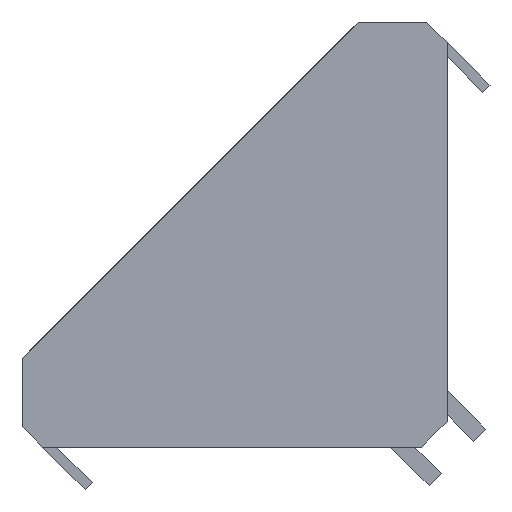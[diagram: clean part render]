
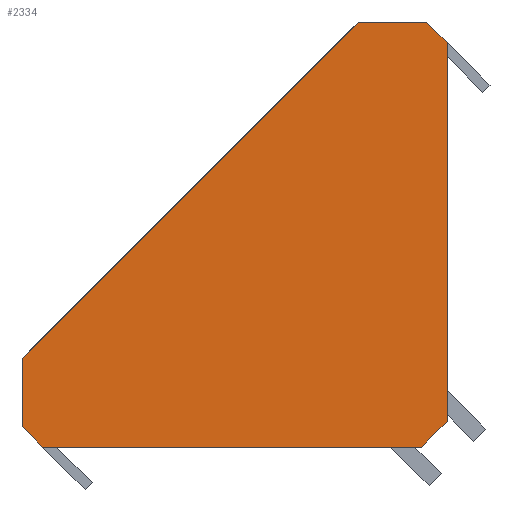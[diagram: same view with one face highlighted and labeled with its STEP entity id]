
A CAD part, left-side view. The second image highlights one B-rep face of the part: STEP entity #2334.
In plain terms, the highlighted planar face has unit normal (-1, 0, 0).
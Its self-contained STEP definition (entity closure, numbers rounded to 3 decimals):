
#60 = VECTOR ( 'NONE', #633, 1000. ) ;
#92 = ORIENTED_EDGE ( 'NONE', *, *, #1094, .F. ) ;
#184 = VERTEX_POINT ( 'NONE', #2114 ) ;
#222 = CARTESIAN_POINT ( 'NONE',  ( -21.25, -21., 19. ) ) ;
#227 = ORIENTED_EDGE ( 'NONE', *, *, #1366, .T. ) ;
#240 = VECTOR ( 'NONE', #1088, 1000. ) ;
#325 = VECTOR ( 'NONE', #834, 1000. ) ;
#342 = ORIENTED_EDGE ( 'NONE', *, *, #3681, .F. ) ;
#346 = ORIENTED_EDGE ( 'NONE', *, *, #1652, .F. ) ;
#362 = ORIENTED_EDGE ( 'NONE', *, *, #3432, .F. ) ;
#465 = VERTEX_POINT ( 'NONE', #222 ) ;
#633 = DIRECTION ( 'NONE',  ( 0., 0., -1. ) ) ;
#686 = LINE ( 'NONE', #1357, #2192 ) ;
#834 = DIRECTION ( 'NONE',  ( 0., 0., 1. ) ) ;
#868 = LINE ( 'NONE', #1284, #968 ) ;
#953 = CARTESIAN_POINT ( 'NONE',  ( -21.25, -21., 21. ) ) ;
#966 = CARTESIAN_POINT ( 'NONE',  ( -21.25, 21., -19. ) ) ;
#968 = VECTOR ( 'NONE', #3560, 1000. ) ;
#1088 = DIRECTION ( 'NONE',  ( 0., -0.707, 0.707 ) ) ;
#1094 = EDGE_CURVE ( 'NONE', #1779, #184, #2685, .T. ) ;
#1116 = EDGE_CURVE ( 'NONE', #3528, #1506, #2491, .T. ) ;
#1122 = CARTESIAN_POINT ( 'NONE',  ( -21.25, -12.207, 21. ) ) ;
#1284 = CARTESIAN_POINT ( 'NONE',  ( -21.25, -21., -21. ) ) ;
#1357 = CARTESIAN_POINT ( 'NONE',  ( -21.25, -21., 19. ) ) ;
#1366 = EDGE_CURVE ( 'NONE', #465, #2672, #686, .T. ) ;
#1367 = LINE ( 'NONE', #966, #2756 ) ;
#1402 = CARTESIAN_POINT ( 'NONE',  ( -21.25, -11.5, 21. ) ) ;
#1506 = VERTEX_POINT ( 'NONE', #2484 ) ;
#1569 = CARTESIAN_POINT ( 'NONE',  ( -21.25, -18.5, -21. ) ) ;
#1638 = EDGE_CURVE ( 'NONE', #1779, #2955, #1367, .T. ) ;
#1639 = CARTESIAN_POINT ( 'NONE',  ( -21.25, -19., 21. ) ) ;
#1652 = EDGE_CURVE ( 'NONE', #2116, #2672, #2659, .T. ) ;
#1656 = DIRECTION ( 'NONE',  ( 0., -0.707, -0.707 ) ) ;
#1757 = DIRECTION ( 'NONE',  ( 0., -0.707, 0.707 ) ) ;
#1779 = VERTEX_POINT ( 'NONE', #2361 ) ;
#1943 = CARTESIAN_POINT ( 'NONE',  ( -21.25, -18.5, -21. ) ) ;
#2017 = DIRECTION ( 'NONE',  ( 0., -1., 0. ) ) ;
#2068 = VECTOR ( 'NONE', #2017, 1000. ) ;
#2114 = CARTESIAN_POINT ( 'NONE',  ( -21.25, 21., -12.207 ) ) ;
#2116 = VERTEX_POINT ( 'NONE', #1122 ) ;
#2133 = DIRECTION ( 'NONE',  ( 0., 0.707, 0.707 ) ) ;
#2160 = FACE_OUTER_BOUND ( 'NONE', #3444, .T. ) ;
#2192 = VECTOR ( 'NONE', #2133, 1000. ) ;
#2334 = ADVANCED_FACE ( 'NONE', ( #2160 ), #3841, .F. ) ;
#2361 = CARTESIAN_POINT ( 'NONE',  ( -21.25, 21., -19. ) ) ;
#2374 = DIRECTION ( 'NONE',  ( 1., 0., 0. ) ) ;
#2403 = LINE ( 'NONE', #953, #60 ) ;
#2440 = CARTESIAN_POINT ( 'NONE',  ( -21.25, 21., -21. ) ) ;
#2455 = CARTESIAN_POINT ( 'NONE',  ( -21.25, 21., -12.207 ) ) ;
#2484 = CARTESIAN_POINT ( 'NONE',  ( -21.25, -21., -18.5 ) ) ;
#2491 = LINE ( 'NONE', #1943, #240 ) ;
#2656 = CARTESIAN_POINT ( 'NONE',  ( -21.25, 0., 0. ) ) ;
#2659 = LINE ( 'NONE', #1402, #2068 ) ;
#2672 = VERTEX_POINT ( 'NONE', #1639 ) ;
#2685 = LINE ( 'NONE', #2440, #325 ) ;
#2756 = VECTOR ( 'NONE', #1656, 1000. ) ;
#2795 = AXIS2_PLACEMENT_3D ( 'NONE', #2656, #2374, #3021 ) ;
#2812 = ORIENTED_EDGE ( 'NONE', *, *, #1116, .T. ) ;
#2955 = VERTEX_POINT ( 'NONE', #3593 ) ;
#3021 = DIRECTION ( 'NONE',  ( 0., 0., -1. ) ) ;
#3355 = VECTOR ( 'NONE', #1757, 1000. ) ;
#3432 = EDGE_CURVE ( 'NONE', #184, #2116, #3553, .T. ) ;
#3444 = EDGE_LOOP ( 'NONE', ( #346, #362, #92, #3587, #342, #2812, #3746, #227 ) ) ;
#3489 = EDGE_CURVE ( 'NONE', #465, #1506, #2403, .T. ) ;
#3528 = VERTEX_POINT ( 'NONE', #1569 ) ;
#3553 = LINE ( 'NONE', #2455, #3355 ) ;
#3560 = DIRECTION ( 'NONE',  ( 0., 1., 0. ) ) ;
#3587 = ORIENTED_EDGE ( 'NONE', *, *, #1638, .T. ) ;
#3593 = CARTESIAN_POINT ( 'NONE',  ( -21.25, 19., -21. ) ) ;
#3681 = EDGE_CURVE ( 'NONE', #3528, #2955, #868, .T. ) ;
#3746 = ORIENTED_EDGE ( 'NONE', *, *, #3489, .F. ) ;
#3841 = PLANE ( 'NONE',  #2795 ) ;
